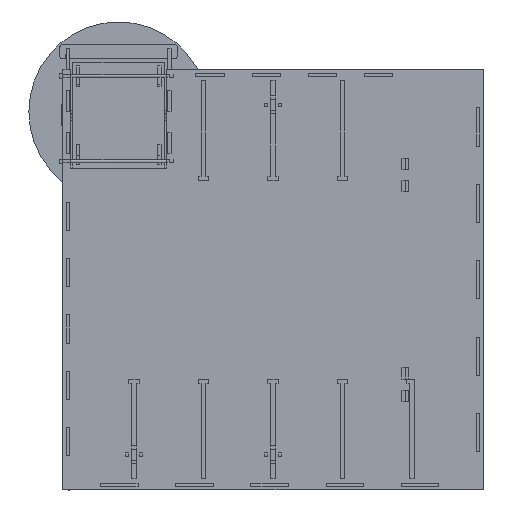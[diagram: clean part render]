
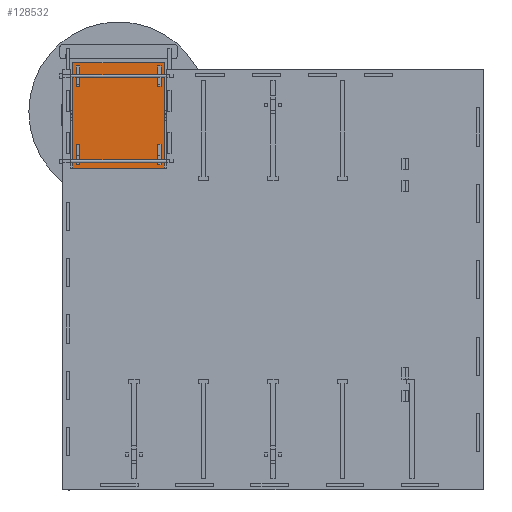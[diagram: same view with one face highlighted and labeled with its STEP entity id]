
A CAD part, front view. The second image highlights one B-rep face of the part: STEP entity #128532.
In plain terms, the highlighted planar face has unit normal (0, -1, 0).
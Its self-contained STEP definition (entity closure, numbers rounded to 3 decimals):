
#127891 = VERTEX_POINT('',#127892);
#127892 = CARTESIAN_POINT('',(87.649,-129.845,
    290.251));
#127898 = EDGE_CURVE('',#127899,#127891,#127901,.T.);
#127899 = VERTEX_POINT('',#127900);
#127900 = CARTESIAN_POINT('',(87.649,-129.845,
    308.251));
#127901 = LINE('',#127902,#127903);
#127902 = CARTESIAN_POINT('',(87.649,-129.845,
    308.251));
#127903 = VECTOR('',#127904,1.);
#127904 = DIRECTION('',(0.,0.,-1.));
#127932 = EDGE_CURVE('',#127933,#127899,#127935,.T.);
#127933 = VERTEX_POINT('',#127934);
#127934 = CARTESIAN_POINT('',(84.649,-129.845,
    308.251));
#127935 = LINE('',#127936,#127937);
#127936 = CARTESIAN_POINT('',(84.649,-129.845,
    308.251));
#127937 = VECTOR('',#127938,1.);
#127938 = DIRECTION('',(1.,0.,0.));
#127963 = EDGE_CURVE('',#127964,#127933,#127966,.T.);
#127964 = VERTEX_POINT('',#127965);
#127965 = CARTESIAN_POINT('',(84.649,-129.845,
    290.251));
#127966 = LINE('',#127967,#127968);
#127967 = CARTESIAN_POINT('',(84.649,-129.845,
    290.251));
#127968 = VECTOR('',#127969,1.);
#127969 = DIRECTION('',(0.,0.,1.));
#127995 = EDGE_CURVE('',#127891,#127964,#127996,.T.);
#127996 = LINE('',#127997,#127998);
#127997 = CARTESIAN_POINT('',(87.649,-129.845,
    290.251));
#127998 = VECTOR('',#127999,1.);
#127999 = DIRECTION('',(-1.,0.,0.));
#128021 = VERTEX_POINT('',#128022);
#128022 = CARTESIAN_POINT('',(87.649,-129.845,
    378.251));
#128028 = EDGE_CURVE('',#128029,#128021,#128031,.T.);
#128029 = VERTEX_POINT('',#128030);
#128030 = CARTESIAN_POINT('',(84.649,-129.845,
    378.251));
#128031 = LINE('',#128032,#128033);
#128032 = CARTESIAN_POINT('',(87.649,-129.845,
    378.251));
#128033 = VECTOR('',#128034,1.);
#128034 = DIRECTION('',(1.,0.,0.));
#128059 = EDGE_CURVE('',#128060,#128029,#128062,.T.);
#128060 = VERTEX_POINT('',#128061);
#128061 = CARTESIAN_POINT('',(84.649,-129.845,
    360.251));
#128062 = LINE('',#128063,#128064);
#128063 = CARTESIAN_POINT('',(84.649,-129.845,
    378.251));
#128064 = VECTOR('',#128065,1.);
#128065 = DIRECTION('',(0.,0.,1.));
#128093 = EDGE_CURVE('',#128094,#128060,#128096,.T.);
#128094 = VERTEX_POINT('',#128095);
#128095 = CARTESIAN_POINT('',(87.649,-129.845,
    360.251));
#128096 = LINE('',#128097,#128098);
#128097 = CARTESIAN_POINT('',(84.649,-129.845,
    360.251));
#128098 = VECTOR('',#128099,1.);
#128099 = DIRECTION('',(-1.,0.,0.));
#128122 = EDGE_CURVE('',#128021,#128094,#128123,.T.);
#128123 = LINE('',#128124,#128125);
#128124 = CARTESIAN_POINT('',(87.649,-129.845,
    360.251));
#128125 = VECTOR('',#128126,1.);
#128126 = DIRECTION('',(0.,0.,-1.));
#128151 = VERTEX_POINT('',#128152);
#128152 = CARTESIAN_POINT('',(14.898,-129.845,
    360.251));
#128158 = EDGE_CURVE('',#128159,#128151,#128161,.T.);
#128159 = VERTEX_POINT('',#128160);
#128160 = CARTESIAN_POINT('',(14.898,-129.845,
    378.251));
#128161 = LINE('',#128162,#128163);
#128162 = CARTESIAN_POINT('',(14.898,-129.845,
    378.251));
#128163 = VECTOR('',#128164,1.);
#128164 = DIRECTION('',(0.,0.,-1.));
#128192 = EDGE_CURVE('',#128193,#128159,#128195,.T.);
#128193 = VERTEX_POINT('',#128194);
#128194 = CARTESIAN_POINT('',(11.898,-129.845,
    378.251));
#128195 = LINE('',#128196,#128197);
#128196 = CARTESIAN_POINT('',(11.898,-129.845,
    378.251));
#128197 = VECTOR('',#128198,1.);
#128198 = DIRECTION('',(1.,0.,0.));
#128223 = EDGE_CURVE('',#128224,#128193,#128226,.T.);
#128224 = VERTEX_POINT('',#128225);
#128225 = CARTESIAN_POINT('',(11.898,-129.845,
    360.251));
#128226 = LINE('',#128227,#128228);
#128227 = CARTESIAN_POINT('',(11.898,-129.845,
    360.251));
#128228 = VECTOR('',#128229,1.);
#128229 = DIRECTION('',(0.,0.,1.));
#128255 = EDGE_CURVE('',#128151,#128224,#128256,.T.);
#128256 = LINE('',#128257,#128258);
#128257 = CARTESIAN_POINT('',(14.898,-129.845,
    360.251));
#128258 = VECTOR('',#128259,1.);
#128259 = DIRECTION('',(-1.,0.,0.));
#128281 = VERTEX_POINT('',#128282);
#128282 = CARTESIAN_POINT('',(14.898,-129.845,
    308.251));
#128288 = EDGE_CURVE('',#128289,#128281,#128291,.T.);
#128289 = VERTEX_POINT('',#128290);
#128290 = CARTESIAN_POINT('',(11.898,-129.845,
    308.251));
#128291 = LINE('',#128292,#128293);
#128292 = CARTESIAN_POINT('',(14.898,-129.845,
    308.251));
#128293 = VECTOR('',#128294,1.);
#128294 = DIRECTION('',(1.,0.,0.));
#128319 = EDGE_CURVE('',#128320,#128289,#128322,.T.);
#128320 = VERTEX_POINT('',#128321);
#128321 = CARTESIAN_POINT('',(11.898,-129.845,
    290.251));
#128322 = LINE('',#128323,#128324);
#128323 = CARTESIAN_POINT('',(11.898,-129.845,
    308.251));
#128324 = VECTOR('',#128325,1.);
#128325 = DIRECTION('',(0.,0.,1.));
#128353 = EDGE_CURVE('',#128354,#128320,#128356,.T.);
#128354 = VERTEX_POINT('',#128355);
#128355 = CARTESIAN_POINT('',(14.898,-129.845,
    290.251));
#128356 = LINE('',#128357,#128358);
#128357 = CARTESIAN_POINT('',(11.898,-129.845,
    290.251));
#128358 = VECTOR('',#128359,1.);
#128359 = DIRECTION('',(-1.,0.,0.));
#128382 = EDGE_CURVE('',#128281,#128354,#128383,.T.);
#128383 = LINE('',#128384,#128385);
#128384 = CARTESIAN_POINT('',(14.898,-129.845,
    290.251));
#128385 = VECTOR('',#128386,1.);
#128386 = DIRECTION('',(0.,0.,-1.));
#128411 = VERTEX_POINT('',#128412);
#128412 = CARTESIAN_POINT('',(8.898,-129.845,
    381.251));
#128418 = EDGE_CURVE('',#128419,#128411,#128421,.T.);
#128419 = VERTEX_POINT('',#128420);
#128420 = CARTESIAN_POINT('',(90.649,-129.845,
    381.251));
#128421 = LINE('',#128422,#128423);
#128422 = CARTESIAN_POINT('',(90.649,-129.845,
    381.251));
#128423 = VECTOR('',#128424,1.);
#128424 = DIRECTION('',(-1.,0.,0.));
#128449 = EDGE_CURVE('',#128450,#128419,#128452,.T.);
#128450 = VERTEX_POINT('',#128451);
#128451 = CARTESIAN_POINT('',(90.649,-129.845,
    287.251));
#128452 = LINE('',#128453,#128454);
#128453 = CARTESIAN_POINT('',(90.649,-129.845,
    287.251));
#128454 = VECTOR('',#128455,1.);
#128455 = DIRECTION('',(0.,0.,1.));
#128486 = EDGE_CURVE('',#128487,#128450,#128489,.T.);
#128487 = VERTEX_POINT('',#128488);
#128488 = CARTESIAN_POINT('',(8.898,-129.845,
    287.251));
#128489 = LINE('',#128490,#128491);
#128490 = CARTESIAN_POINT('',(8.898,-129.845,
    287.251));
#128491 = VECTOR('',#128492,1.);
#128492 = DIRECTION('',(1.,0.,0.));
#128515 = EDGE_CURVE('',#128411,#128487,#128516,.T.);
#128516 = LINE('',#128517,#128518);
#128517 = CARTESIAN_POINT('',(8.898,-129.845,
    381.251));
#128518 = VECTOR('',#128519,1.);
#128519 = DIRECTION('',(0.,0.,-1.));
#128532 = ADVANCED_FACE('',(#128533,#128539,#128545,#128551,#128557),
  #128563,.T.);
#128533 = FACE_BOUND('',#128534,.T.);
#128534 = EDGE_LOOP('',(#128535,#128536,#128537,#128538));
#128535 = ORIENTED_EDGE('',*,*,#128515,.T.);
#128536 = ORIENTED_EDGE('',*,*,#128486,.T.);
#128537 = ORIENTED_EDGE('',*,*,#128449,.T.);
#128538 = ORIENTED_EDGE('',*,*,#128418,.T.);
#128539 = FACE_BOUND('',#128540,.T.);
#128540 = EDGE_LOOP('',(#128541,#128542,#128543,#128544));
#128541 = ORIENTED_EDGE('',*,*,#128382,.T.);
#128542 = ORIENTED_EDGE('',*,*,#128353,.T.);
#128543 = ORIENTED_EDGE('',*,*,#128319,.T.);
#128544 = ORIENTED_EDGE('',*,*,#128288,.T.);
#128545 = FACE_BOUND('',#128546,.T.);
#128546 = EDGE_LOOP('',(#128547,#128548,#128549,#128550));
#128547 = ORIENTED_EDGE('',*,*,#128255,.T.);
#128548 = ORIENTED_EDGE('',*,*,#128223,.T.);
#128549 = ORIENTED_EDGE('',*,*,#128192,.T.);
#128550 = ORIENTED_EDGE('',*,*,#128158,.T.);
#128551 = FACE_BOUND('',#128552,.T.);
#128552 = EDGE_LOOP('',(#128553,#128554,#128555,#128556));
#128553 = ORIENTED_EDGE('',*,*,#128122,.T.);
#128554 = ORIENTED_EDGE('',*,*,#128093,.T.);
#128555 = ORIENTED_EDGE('',*,*,#128059,.T.);
#128556 = ORIENTED_EDGE('',*,*,#128028,.T.);
#128557 = FACE_BOUND('',#128558,.T.);
#128558 = EDGE_LOOP('',(#128559,#128560,#128561,#128562));
#128559 = ORIENTED_EDGE('',*,*,#127995,.T.);
#128560 = ORIENTED_EDGE('',*,*,#127963,.T.);
#128561 = ORIENTED_EDGE('',*,*,#127932,.T.);
#128562 = ORIENTED_EDGE('',*,*,#127898,.T.);
#128563 = PLANE('',#128564);
#128564 = AXIS2_PLACEMENT_3D('',#128565,#128566,#128567);
#128565 = CARTESIAN_POINT('',(49.773,-129.845,
    334.251));
#128566 = DIRECTION('',(0.,-1.,0.));
#128567 = DIRECTION('',(1.,0.,0.));
